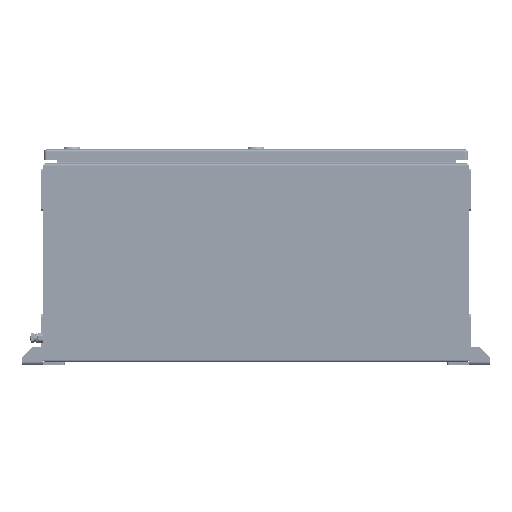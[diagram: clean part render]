
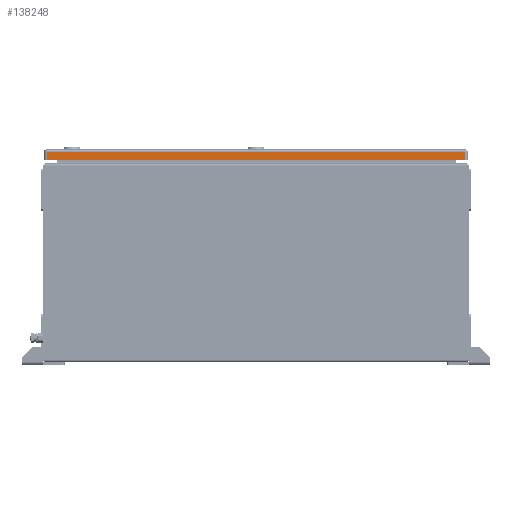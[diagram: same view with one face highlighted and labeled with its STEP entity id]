
A CAD part, front view. The second image highlights one B-rep face of the part: STEP entity #138248.
In plain terms, the highlighted planar face has unit normal (0, -1, 0).
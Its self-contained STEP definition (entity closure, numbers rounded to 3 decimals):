
#138228=AXIS2_PLACEMENT_3D('Plane Axis2P3D',#138225,#138226,#138227) ;
#137586=CARTESIAN_POINT('Vertex',(833.,12.249,400.2)) ;
#137590=CARTESIAN_POINT('Control Point',(833.,12.249,400.2)) ;
#137591=CARTESIAN_POINT('Control Point',(833.,12.249,384.9)) ;
#137592=CARTESIAN_POINT('Vertex',(833.,12.249,384.9)) ;
#138210=CARTESIAN_POINT('Vertex',(47.,12.249,400.2)) ;
#138213=CARTESIAN_POINT('Line Origine',(440.,12.249,400.2)) ;
#138225=CARTESIAN_POINT('Axis2P3D Location',(440.,12.249,387.4)) ;
#138230=CARTESIAN_POINT('Line Origine',(47.,12.249,388.65)) ;
#138234=CARTESIAN_POINT('Vertex',(47.,12.249,384.9)) ;
#138237=CARTESIAN_POINT('Line Origine',(440.,12.249,384.9)) ;
#138214=DIRECTION('Vector Direction',(-1.,0.,0.)) ;
#138226=DIRECTION('Axis2P3D Direction',(0.,-1.,0.)) ;
#138227=DIRECTION('Axis2P3D XDirection',(-1.,0.,0.)) ;
#138231=DIRECTION('Vector Direction',(0.,0.,-1.)) ;
#138238=DIRECTION('Vector Direction',(-1.,0.,0.)) ;
#138215=VECTOR('Line Direction',#138214,1.) ;
#138232=VECTOR('Line Direction',#138231,1.) ;
#138239=VECTOR('Line Direction',#138238,1.) ;
#138243=ORIENTED_EDGE('',*,*,#137594,.F.) ;
#138244=ORIENTED_EDGE('',*,*,#138217,.T.) ;
#138245=ORIENTED_EDGE('',*,*,#138236,.T.) ;
#138246=ORIENTED_EDGE('',*,*,#138241,.F.) ;
#138248=ADVANCED_FACE('',(#138247),#138229,.T.) ;
#137589=B_SPLINE_CURVE_WITH_KNOTS('',1,(#137590,#137591),.UNSPECIFIED.,.F.,.U.,(2,2),(2.2,17.5),.UNSPECIFIED.) ;
#137594=EDGE_CURVE('',#137587,#137593,#137589,.T.) ;
#138217=EDGE_CURVE('',#137587,#138211,#138216,.T.) ;
#138236=EDGE_CURVE('',#138211,#138235,#138233,.T.) ;
#138241=EDGE_CURVE('',#137593,#138235,#138240,.T.) ;
#138242=EDGE_LOOP('',(#138243,#138244,#138245,#138246)) ;
#138247=FACE_OUTER_BOUND('',#138242,.T.) ;
#138216=LINE('Line',#138213,#138215) ;
#138233=LINE('Line',#138230,#138232) ;
#138240=LINE('Line',#138237,#138239) ;
#138229=PLANE('',#138228) ;
#137587=VERTEX_POINT('',#137586) ;
#137593=VERTEX_POINT('',#137592) ;
#138211=VERTEX_POINT('',#138210) ;
#138235=VERTEX_POINT('',#138234) ;
